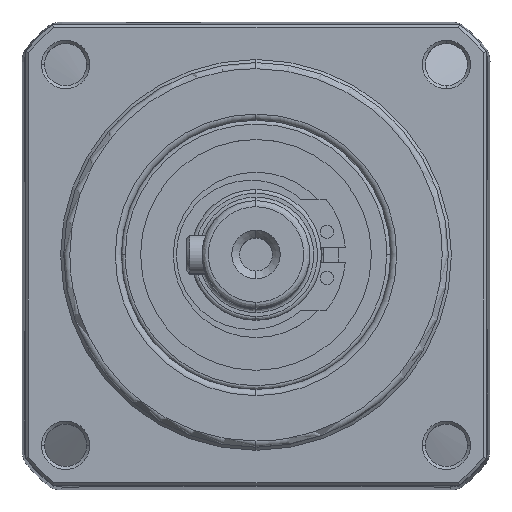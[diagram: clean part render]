
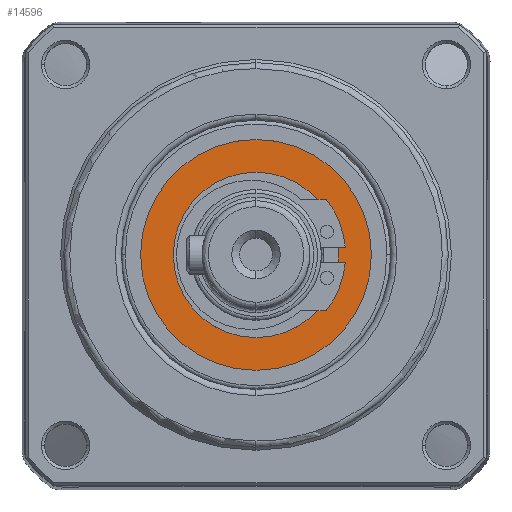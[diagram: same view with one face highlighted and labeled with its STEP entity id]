
A CAD part, top view. The second image highlights one B-rep face of the part: STEP entity #14596.
In plain terms, the highlighted planar face has unit normal (0, 0, 1).
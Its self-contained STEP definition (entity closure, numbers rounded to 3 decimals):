
#222 = AXIS2_PLACEMENT_3D ( 'NONE', #501, #496, #469 ) ;
#469 = DIRECTION ( 'NONE',  ( 1., 0., 0. ) ) ;
#496 = DIRECTION ( 'NONE',  ( 0., 0., -1. ) ) ;
#501 = CARTESIAN_POINT ( 'NONE',  ( 0., 0., 9.5 ) ) ;
#2174 = DIRECTION ( 'NONE',  ( 1., 0., 0. ) ) ;
#2201 = DIRECTION ( 'NONE',  ( 0., 0., 1. ) ) ;
#2238 = EDGE_LOOP ( 'NONE', ( #15903, #4804 ) ) ;
#2344 = PLANE ( 'NONE',  #6093 ) ;
#2578 = CARTESIAN_POINT ( 'NONE',  ( 0., 0., 9.5 ) ) ;
#2902 = AXIS2_PLACEMENT_3D ( 'NONE', #24768, #10663, #27074 ) ;
#3863 = EDGE_CURVE ( 'NONE', #21205, #6554, #25264, .T. ) ;
#4804 = ORIENTED_EDGE ( 'NONE', *, *, #7500, .T. ) ;
#5609 = ORIENTED_EDGE ( 'NONE', *, *, #3863, .T. ) ;
#6093 = AXIS2_PLACEMENT_3D ( 'NONE', #2578, #2201, #2174 ) ;
#6404 = VERTEX_POINT ( 'NONE', #23373 ) ;
#6554 = VERTEX_POINT ( 'NONE', #18994 ) ;
#7500 = EDGE_CURVE ( 'NONE', #24189, #6404, #11956, .T. ) ;
#7859 = AXIS2_PLACEMENT_3D ( 'NONE', #13485, #13451, #13441 ) ;
#9673 = AXIS2_PLACEMENT_3D ( 'NONE', #24857, #24818, #24754 ) ;
#9871 = FACE_OUTER_BOUND ( 'NONE', #14830, .T. ) ;
#10663 = DIRECTION ( 'NONE',  ( 0., 0., 1. ) ) ;
#11956 = CIRCLE ( 'NONE', #9673, 10.75 ) ;
#12934 = CIRCLE ( 'NONE', #2902, 15. ) ;
#13441 = DIRECTION ( 'NONE',  ( 1., 0., 0. ) ) ;
#13451 = DIRECTION ( 'NONE',  ( 0., 0., 1. ) ) ;
#13485 = CARTESIAN_POINT ( 'NONE',  ( 0., 0., 9.5 ) ) ;
#14596 = ADVANCED_FACE ( 'NONE', ( #9871, #16222 ), #2344, .T. ) ;
#14830 = EDGE_LOOP ( 'NONE', ( #27154, #5609 ) ) ;
#15903 = ORIENTED_EDGE ( 'NONE', *, *, #19700, .T. ) ;
#16222 = FACE_BOUND ( 'NONE', #2238, .T. ) ;
#18994 = CARTESIAN_POINT ( 'NONE',  ( 15., 0., 9.5 ) ) ;
#19700 = EDGE_CURVE ( 'NONE', #6404, #24189, #21636, .T. ) ;
#21205 = VERTEX_POINT ( 'NONE', #27806 ) ;
#21636 = CIRCLE ( 'NONE', #222, 10.75 ) ;
#23373 = CARTESIAN_POINT ( 'NONE',  ( 10.75, 0., 9.5 ) ) ;
#24189 = VERTEX_POINT ( 'NONE', #28430 ) ;
#24754 = DIRECTION ( 'NONE',  ( 1., 0., 0. ) ) ;
#24768 = CARTESIAN_POINT ( 'NONE',  ( 0., 0., 9.5 ) ) ;
#24818 = DIRECTION ( 'NONE',  ( 0., 0., -1. ) ) ;
#24857 = CARTESIAN_POINT ( 'NONE',  ( 0., 0., 9.5 ) ) ;
#25264 = CIRCLE ( 'NONE', #7859, 15. ) ;
#27074 = DIRECTION ( 'NONE',  ( 1., 0., 0. ) ) ;
#27154 = ORIENTED_EDGE ( 'NONE', *, *, #30355, .T. ) ;
#27806 = CARTESIAN_POINT ( 'NONE',  ( -15., 0., 9.5 ) ) ;
#28430 = CARTESIAN_POINT ( 'NONE',  ( -10.75, 0., 9.5 ) ) ;
#30355 = EDGE_CURVE ( 'NONE', #6554, #21205, #12934, .T. ) ;
